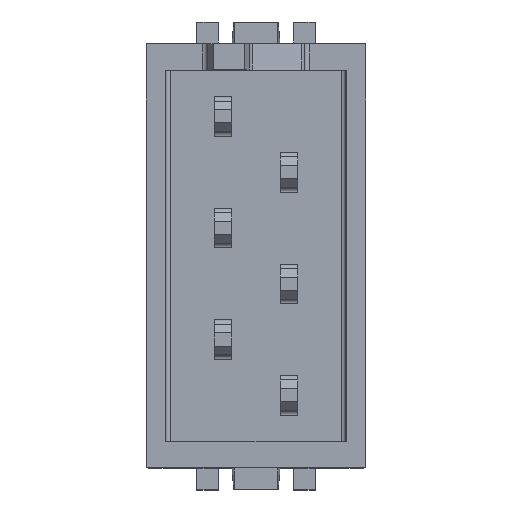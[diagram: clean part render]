
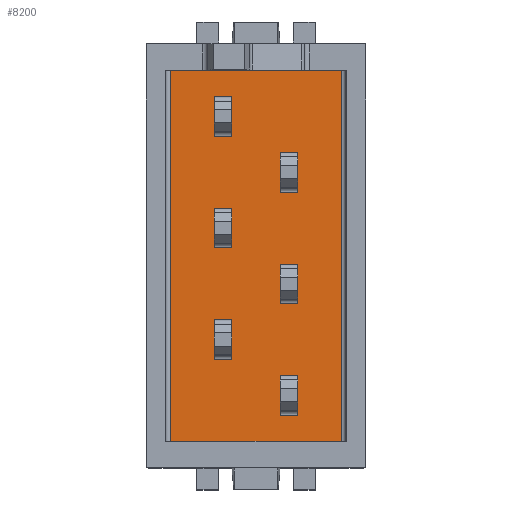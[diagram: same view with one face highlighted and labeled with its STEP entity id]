
A CAD part, top view. The second image highlights one B-rep face of the part: STEP entity #8200.
In plain terms, the highlighted planar face has unit normal (0, 0, 1).
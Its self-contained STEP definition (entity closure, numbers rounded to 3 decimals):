
#402=ORIENTED_EDGE('',*,*,#2094,.T.);
#403=ORIENTED_EDGE('',*,*,#2095,.T.);
#404=ORIENTED_EDGE('',*,*,#2096,.T.);
#405=ORIENTED_EDGE('',*,*,#2097,.T.);
#406=ORIENTED_EDGE('',*,*,#2098,.F.);
#407=ORIENTED_EDGE('',*,*,#2099,.F.);
#408=ORIENTED_EDGE('',*,*,#2100,.F.);
#409=ORIENTED_EDGE('',*,*,#2101,.F.);
#410=ORIENTED_EDGE('',*,*,#2102,.F.);
#411=ORIENTED_EDGE('',*,*,#2103,.F.);
#412=ORIENTED_EDGE('',*,*,#2104,.F.);
#413=ORIENTED_EDGE('',*,*,#2105,.F.);
#414=ORIENTED_EDGE('',*,*,#2106,.F.);
#415=ORIENTED_EDGE('',*,*,#2107,.F.);
#416=ORIENTED_EDGE('',*,*,#2108,.F.);
#417=ORIENTED_EDGE('',*,*,#2109,.F.);
#418=ORIENTED_EDGE('',*,*,#2110,.F.);
#419=ORIENTED_EDGE('',*,*,#2111,.F.);
#420=ORIENTED_EDGE('',*,*,#2112,.F.);
#421=ORIENTED_EDGE('',*,*,#2113,.F.);
#422=ORIENTED_EDGE('',*,*,#2114,.F.);
#423=ORIENTED_EDGE('',*,*,#2115,.F.);
#424=ORIENTED_EDGE('',*,*,#2116,.F.);
#425=ORIENTED_EDGE('',*,*,#2117,.F.);
#426=ORIENTED_EDGE('',*,*,#2118,.F.);
#427=ORIENTED_EDGE('',*,*,#2119,.F.);
#428=ORIENTED_EDGE('',*,*,#2120,.F.);
#429=ORIENTED_EDGE('',*,*,#2121,.F.);
#2094=EDGE_CURVE('',#2934,#2935,#3482,.T.);
#2095=EDGE_CURVE('',#2935,#2936,#3483,.T.);
#2096=EDGE_CURVE('',#2936,#2937,#3484,.T.);
#2097=EDGE_CURVE('',#2937,#2934,#3485,.T.);
#2098=EDGE_CURVE('',#2938,#2939,#3486,.T.);
#2099=EDGE_CURVE('',#2940,#2938,#3487,.T.);
#2100=EDGE_CURVE('',#2941,#2940,#3488,.T.);
#2101=EDGE_CURVE('',#2939,#2941,#3489,.T.);
#2102=EDGE_CURVE('',#2942,#2943,#3490,.T.);
#2103=EDGE_CURVE('',#2944,#2942,#3491,.T.);
#2104=EDGE_CURVE('',#2945,#2944,#3492,.T.);
#2105=EDGE_CURVE('',#2943,#2945,#3493,.T.);
#2106=EDGE_CURVE('',#2946,#2947,#3494,.T.);
#2107=EDGE_CURVE('',#2948,#2946,#3495,.T.);
#2108=EDGE_CURVE('',#2949,#2948,#3496,.T.);
#2109=EDGE_CURVE('',#2947,#2949,#3497,.T.);
#2110=EDGE_CURVE('',#2950,#2951,#3498,.T.);
#2111=EDGE_CURVE('',#2952,#2950,#3499,.T.);
#2112=EDGE_CURVE('',#2953,#2952,#3500,.T.);
#2113=EDGE_CURVE('',#2951,#2953,#3501,.T.);
#2114=EDGE_CURVE('',#2954,#2955,#3502,.T.);
#2115=EDGE_CURVE('',#2956,#2954,#3503,.T.);
#2116=EDGE_CURVE('',#2957,#2956,#3504,.T.);
#2117=EDGE_CURVE('',#2955,#2957,#3505,.T.);
#2118=EDGE_CURVE('',#2958,#2959,#3506,.T.);
#2119=EDGE_CURVE('',#2960,#2958,#3507,.T.);
#2120=EDGE_CURVE('',#2961,#2960,#3508,.T.);
#2121=EDGE_CURVE('',#2959,#2961,#3509,.T.);
#2934=VERTEX_POINT('',#10971);
#2935=VERTEX_POINT('',#10972);
#2936=VERTEX_POINT('',#10974);
#2937=VERTEX_POINT('',#10976);
#2938=VERTEX_POINT('',#10979);
#2939=VERTEX_POINT('',#10980);
#2940=VERTEX_POINT('',#10982);
#2941=VERTEX_POINT('',#10984);
#2942=VERTEX_POINT('',#10987);
#2943=VERTEX_POINT('',#10988);
#2944=VERTEX_POINT('',#10990);
#2945=VERTEX_POINT('',#10992);
#2946=VERTEX_POINT('',#10995);
#2947=VERTEX_POINT('',#10996);
#2948=VERTEX_POINT('',#10998);
#2949=VERTEX_POINT('',#11000);
#2950=VERTEX_POINT('',#11003);
#2951=VERTEX_POINT('',#11004);
#2952=VERTEX_POINT('',#11006);
#2953=VERTEX_POINT('',#11008);
#2954=VERTEX_POINT('',#11011);
#2955=VERTEX_POINT('',#11012);
#2956=VERTEX_POINT('',#11014);
#2957=VERTEX_POINT('',#11016);
#2958=VERTEX_POINT('',#11019);
#2959=VERTEX_POINT('',#11020);
#2960=VERTEX_POINT('',#11022);
#2961=VERTEX_POINT('',#11024);
#3482=LINE('',#10970,#4154);
#3483=LINE('',#10973,#4155);
#3484=LINE('',#10975,#4156);
#3485=LINE('',#10977,#4157);
#3486=LINE('',#10978,#4158);
#3487=LINE('',#10981,#4159);
#3488=LINE('',#10983,#4160);
#3489=LINE('',#10985,#4161);
#3490=LINE('',#10986,#4162);
#3491=LINE('',#10989,#4163);
#3492=LINE('',#10991,#4164);
#3493=LINE('',#10993,#4165);
#3494=LINE('',#10994,#4166);
#3495=LINE('',#10997,#4167);
#3496=LINE('',#10999,#4168);
#3497=LINE('',#11001,#4169);
#3498=LINE('',#11002,#4170);
#3499=LINE('',#11005,#4171);
#3500=LINE('',#11007,#4172);
#3501=LINE('',#11009,#4173);
#3502=LINE('',#11010,#4174);
#3503=LINE('',#11013,#4175);
#3504=LINE('',#11015,#4176);
#3505=LINE('',#11017,#4177);
#3506=LINE('',#11018,#4178);
#3507=LINE('',#11021,#4179);
#3508=LINE('',#11023,#4180);
#3509=LINE('',#11025,#4181);
#4154=VECTOR('',#9230,1000.);
#4155=VECTOR('',#9231,1000.);
#4156=VECTOR('',#9232,1000.);
#4157=VECTOR('',#9233,1000.);
#4158=VECTOR('',#9234,1000.);
#4159=VECTOR('',#9235,1000.);
#4160=VECTOR('',#9236,1000.);
#4161=VECTOR('',#9237,1000.);
#4162=VECTOR('',#9238,1000.);
#4163=VECTOR('',#9239,1000.);
#4164=VECTOR('',#9240,1000.);
#4165=VECTOR('',#9241,1000.);
#4166=VECTOR('',#9242,1000.);
#4167=VECTOR('',#9243,1000.);
#4168=VECTOR('',#9244,1000.);
#4169=VECTOR('',#9245,1000.);
#4170=VECTOR('',#9246,1000.);
#4171=VECTOR('',#9247,1000.);
#4172=VECTOR('',#9248,1000.);
#4173=VECTOR('',#9249,1000.);
#4174=VECTOR('',#9250,1000.);
#4175=VECTOR('',#9251,1000.);
#4176=VECTOR('',#9252,1000.);
#4177=VECTOR('',#9253,1000.);
#4178=VECTOR('',#9254,1000.);
#4179=VECTOR('',#9255,1000.);
#4180=VECTOR('',#9256,1000.);
#4181=VECTOR('',#9257,1000.);
#4796=EDGE_LOOP('',(#402,#403,#404,#405));
#4797=EDGE_LOOP('',(#406,#407,#408,#409));
#4798=EDGE_LOOP('',(#410,#411,#412,#413));
#4799=EDGE_LOOP('',(#414,#415,#416,#417));
#4800=EDGE_LOOP('',(#418,#419,#420,#421));
#4801=EDGE_LOOP('',(#422,#423,#424,#425));
#4802=EDGE_LOOP('',(#426,#427,#428,#429));
#5166=FACE_BOUND('',#4796,.T.);
#5167=FACE_BOUND('',#4797,.T.);
#5168=FACE_BOUND('',#4798,.T.);
#5169=FACE_BOUND('',#4799,.T.);
#5170=FACE_BOUND('',#4800,.T.);
#5171=FACE_BOUND('',#4801,.T.);
#5172=FACE_BOUND('',#4802,.T.);
#5536=PLANE('',#8587);
#8200=ADVANCED_FACE('',(#5166,#5167,#5168,#5169,#5170,#5171,#5172),#5536,
 .T.);
#8587=AXIS2_PLACEMENT_3D('',#10969,#9228,#9229);
#9228=DIRECTION('',(0.,0.,1.));
#9229=DIRECTION('',(1.,0.,0.));
#9230=DIRECTION('',(0.,-1.,0.));
#9231=DIRECTION('',(1.,0.,0.));
#9232=DIRECTION('',(0.,1.,0.));
#9233=DIRECTION('',(-1.,0.,0.));
#9234=DIRECTION('',(-1.,0.,0.));
#9235=DIRECTION('',(0.,1.,0.));
#9236=DIRECTION('',(1.,0.,0.));
#9237=DIRECTION('',(0.,-1.,0.));
#9238=DIRECTION('',(1.,0.,0.));
#9239=DIRECTION('',(0.,-1.,0.));
#9240=DIRECTION('',(-1.,0.,0.));
#9241=DIRECTION('',(0.,1.,0.));
#9242=DIRECTION('',(1.,0.,0.));
#9243=DIRECTION('',(0.,-1.,0.));
#9244=DIRECTION('',(-1.,0.,0.));
#9245=DIRECTION('',(0.,1.,0.));
#9246=DIRECTION('',(1.,0.,0.));
#9247=DIRECTION('',(0.,-1.,0.));
#9248=DIRECTION('',(-1.,0.,0.));
#9249=DIRECTION('',(0.,1.,0.));
#9250=DIRECTION('',(-1.,0.,0.));
#9251=DIRECTION('',(0.,1.,0.));
#9252=DIRECTION('',(1.,0.,0.));
#9253=DIRECTION('',(0.,-1.,0.));
#9254=DIRECTION('',(-1.,0.,0.));
#9255=DIRECTION('',(0.,1.,0.));
#9256=DIRECTION('',(1.,0.,0.));
#9257=DIRECTION('',(0.,-1.,0.));
#10969=CARTESIAN_POINT('',(-4.225,-2.05,1.7));
#10970=CARTESIAN_POINT('',(-4.225,2.05,1.7));
#10971=CARTESIAN_POINT('',(-4.225,1.95,1.7));
#10972=CARTESIAN_POINT('',(-4.225,-1.95,1.7));
#10973=CARTESIAN_POINT('',(4.225,-1.95,1.7));
#10974=CARTESIAN_POINT('',(4.225,-1.95,1.7));
#10975=CARTESIAN_POINT('',(4.225,-2.05,1.7));
#10976=CARTESIAN_POINT('',(4.225,1.95,1.7));
#10977=CARTESIAN_POINT('',(-4.225,1.95,1.7));
#10978=CARTESIAN_POINT('',(2.355,-0.55,1.7));
#10979=CARTESIAN_POINT('',(2.355,-0.55,1.7));
#10980=CARTESIAN_POINT('',(1.455,-0.55,1.7));
#10981=CARTESIAN_POINT('',(2.355,-0.95,1.7));
#10982=CARTESIAN_POINT('',(2.355,-0.95,1.7));
#10983=CARTESIAN_POINT('',(1.455,-0.95,1.7));
#10984=CARTESIAN_POINT('',(1.455,-0.95,1.7));
#10985=CARTESIAN_POINT('',(1.455,-0.55,1.7));
#10986=CARTESIAN_POINT('',(-2.355,0.55,1.7));
#10987=CARTESIAN_POINT('',(-2.355,0.55,1.7));
#10988=CARTESIAN_POINT('',(-1.455,0.55,1.7));
#10989=CARTESIAN_POINT('',(-2.355,0.95,1.7));
#10990=CARTESIAN_POINT('',(-2.355,0.95,1.7));
#10991=CARTESIAN_POINT('',(-1.455,0.95,1.7));
#10992=CARTESIAN_POINT('',(-1.455,0.95,1.7));
#10993=CARTESIAN_POINT('',(-1.455,0.55,1.7));
#10994=CARTESIAN_POINT('',(0.185,0.55,1.7));
#10995=CARTESIAN_POINT('',(0.185,0.55,1.7));
#10996=CARTESIAN_POINT('',(1.085,0.55,1.7));
#10997=CARTESIAN_POINT('',(0.185,0.95,1.7));
#10998=CARTESIAN_POINT('',(0.185,0.95,1.7));
#10999=CARTESIAN_POINT('',(1.085,0.95,1.7));
#11000=CARTESIAN_POINT('',(1.085,0.95,1.7));
#11001=CARTESIAN_POINT('',(1.085,0.55,1.7));
#11002=CARTESIAN_POINT('',(2.725,0.55,1.7));
#11003=CARTESIAN_POINT('',(2.725,0.55,1.7));
#11004=CARTESIAN_POINT('',(3.625,0.55,1.7));
#11005=CARTESIAN_POINT('',(2.725,0.95,1.7));
#11006=CARTESIAN_POINT('',(2.725,0.95,1.7));
#11007=CARTESIAN_POINT('',(3.625,0.95,1.7));
#11008=CARTESIAN_POINT('',(3.625,0.95,1.7));
#11009=CARTESIAN_POINT('',(3.625,0.55,1.7));
#11010=CARTESIAN_POINT('',(-2.725,-0.55,1.7));
#11011=CARTESIAN_POINT('',(-2.725,-0.55,1.7));
#11012=CARTESIAN_POINT('',(-3.625,-0.55,1.7));
#11013=CARTESIAN_POINT('',(-2.725,-0.95,1.7));
#11014=CARTESIAN_POINT('',(-2.725,-0.95,1.7));
#11015=CARTESIAN_POINT('',(-3.625,-0.95,1.7));
#11016=CARTESIAN_POINT('',(-3.625,-0.95,1.7));
#11017=CARTESIAN_POINT('',(-3.625,-0.55,1.7));
#11018=CARTESIAN_POINT('',(-0.185,-0.55,1.7));
#11019=CARTESIAN_POINT('',(-0.185,-0.55,1.7));
#11020=CARTESIAN_POINT('',(-1.085,-0.55,1.7));
#11021=CARTESIAN_POINT('',(-0.185,-0.95,1.7));
#11022=CARTESIAN_POINT('',(-0.185,-0.95,1.7));
#11023=CARTESIAN_POINT('',(-1.085,-0.95,1.7));
#11024=CARTESIAN_POINT('',(-1.085,-0.95,1.7));
#11025=CARTESIAN_POINT('',(-1.085,-0.55,1.7));
